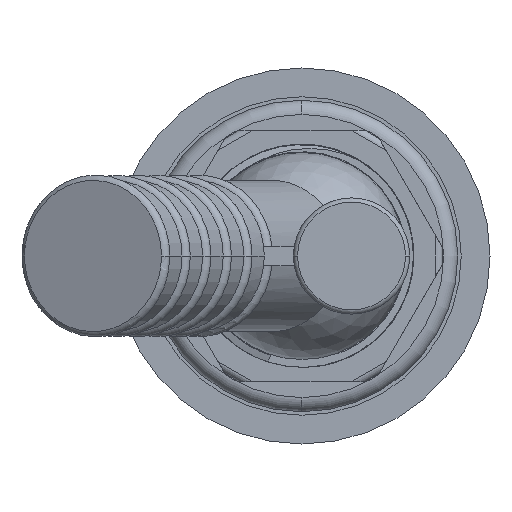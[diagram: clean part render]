
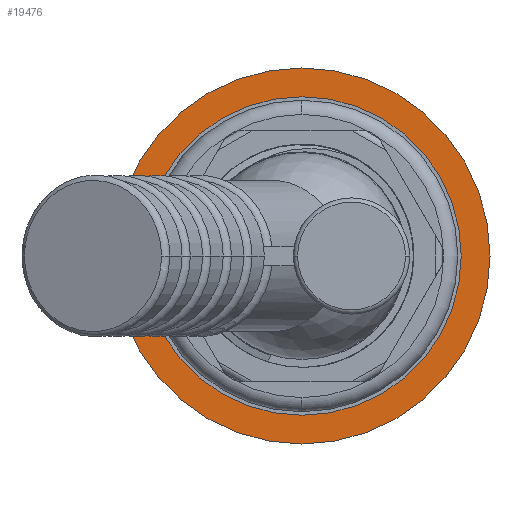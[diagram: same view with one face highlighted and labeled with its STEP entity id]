
A CAD part, front view. The second image highlights one B-rep face of the part: STEP entity #19476.
In plain terms, the highlighted planar face has unit normal (0, -1, 0).
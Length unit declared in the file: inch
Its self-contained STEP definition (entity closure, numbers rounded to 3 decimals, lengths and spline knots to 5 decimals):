
#6742=CARTESIAN_POINT('',(0.06564,0.,0.58513));
#6743=CARTESIAN_POINT('',(0.08473,0.,0.58437));
#6744=CARTESIAN_POINT('',(0.12273,0.,0.581));
#6745=CARTESIAN_POINT('',(0.17951,0.,0.57035));
#6746=CARTESIAN_POINT('',(0.23502,0.,0.55424));
#6747=CARTESIAN_POINT('',(0.2892,0.,0.53265));
#6748=CARTESIAN_POINT('',(0.3412,0.,0.50585));
#6749=CARTESIAN_POINT('',(0.39061,0.,0.47403));
#6750=CARTESIAN_POINT('',(0.43708,0.,0.43734));
#6751=CARTESIAN_POINT('',(0.47994,0.,0.39621));
#6752=CARTESIAN_POINT('',(0.51883,0.,0.35098));
#6753=CARTESIAN_POINT('',(0.54188,0.,0.31834));
#6754=CARTESIAN_POINT('',(0.55268,0.,0.30136));
#6831=CARTESIAN_POINT('',(0.,0.,0.));
#6832=DIRECTION('',(0.,-1.,0.));
#6833=DIRECTION('',(1.,0.,0.));
#6834=AXIS2_PLACEMENT_3D('',#6831,#6832,#6833);
#6948=CARTESIAN_POINT('',(0.,0.,0.));
#6949=DIRECTION('',(0.,1.,0.));
#6950=DIRECTION('',(1.,0.,0.));
#6951=AXIS2_PLACEMENT_3D('',#6948,#6949,#6950);
#8684=CARTESIAN_POINT('',(0.,0.,0.));
#8685=DIRECTION('',(0.,1.,0.));
#8686=DIRECTION('',(0.878,0.,0.479));
#8687=AXIS2_PLACEMENT_3D('',#8684,#8685,#8686);
#8788=CARTESIAN_POINT('',(0.07734,0.,-0.62473));
#8789=CARTESIAN_POINT('',(0.05713,0.,-0.62586));
#8790=CARTESIAN_POINT('',(0.01701,0.,-0.62615));
#8791=CARTESIAN_POINT('',(-0.04236,0.,-0.62089));
#8792=CARTESIAN_POINT('',(-0.10064,0.,-0.61005));
#8793=CARTESIAN_POINT('',(-0.15752,0.,-0.59369));
#8794=CARTESIAN_POINT('',(-0.21212,0.,-0.57211));
#8795=CARTESIAN_POINT('',(-0.26418,0.,-0.54549));
#8796=CARTESIAN_POINT('',(-0.31327,0.,-0.51408));
#8797=CARTESIAN_POINT('',(-0.35874,0.,-0.47835));
#8798=CARTESIAN_POINT('',(-0.40043,0.,-0.43851));
#8799=CARTESIAN_POINT('',(-0.42537,0.,-0.40955));
#8800=CARTESIAN_POINT('',(-0.43714,0.,-0.39445));
#8805=CARTESIAN_POINT('',(-0.43714,0.,-0.39445));
#8806=CARTESIAN_POINT('',(-0.45102,0.,-0.37907));
#8807=CARTESIAN_POINT('',(-0.47697,0.,-0.34707));
#8808=CARTESIAN_POINT('',(-0.51072,0.,-0.29518));
#8809=CARTESIAN_POINT('',(-0.5389,0.,-0.2399));
#8810=CARTESIAN_POINT('',(-0.56107,0.,-0.1821));
#8811=CARTESIAN_POINT('',(-0.57707,0.,-0.1223));
#8812=CARTESIAN_POINT('',(-0.58672,0.,-0.061));
#8813=CARTESIAN_POINT('',(-0.58988,0.,0.00072));
#8814=CARTESIAN_POINT('',(-0.58655,0.,0.0627));
#8815=CARTESIAN_POINT('',(-0.57673,0.,0.12384));
#8816=CARTESIAN_POINT('',(-0.5606,0.,0.18357));
#8817=CARTESIAN_POINT('',(-0.53818,0.,0.2415));
#8818=CARTESIAN_POINT('',(-0.50999,0.,0.29643));
#8819=CARTESIAN_POINT('',(-0.476,0.,0.34841));
#8820=CARTESIAN_POINT('',(-0.43685,0.,0.39638));
#8821=CARTESIAN_POINT('',(-0.39294,0.,0.43996));
#8822=CARTESIAN_POINT('',(-0.34448,0.,0.47885));
#8823=CARTESIAN_POINT('',(-0.29255,0.,0.51222));
#8824=CARTESIAN_POINT('',(-0.23707,0.,0.54016));
#8825=CARTESIAN_POINT('',(-0.17916,0.,0.56201));
#8826=CARTESIAN_POINT('',(-0.11929,0.,0.5777));
#8827=CARTESIAN_POINT('',(-0.05789,0.,0.58704));
#8828=CARTESIAN_POINT('',(0.00385,0.,0.58986));
#8829=CARTESIAN_POINT('',(0.04503,0.,0.58744));
#8830=CARTESIAN_POINT('',(0.06564,0.,0.58513));
#12904=CARTESIAN_POINT('',(1.0625,0.,0.));
#12905=CARTESIAN_POINT('',(-1.0625,0.,0.));
#12906=VERTEX_POINT('',#12904);
#12907=VERTEX_POINT('',#12905);
#12930=VERTEX_POINT('',#8788);
#12931=VERTEX_POINT('',#8800);
#12932=VERTEX_POINT('',#8830);
#12933=VERTEX_POINT('',#6754);
#19456=CARTESIAN_POINT('',(0.,0.,0.));
#19457=DIRECTION('',(0.,-1.,0.));
#19458=DIRECTION('',(-1.,0.,0.));
#19459=AXIS2_PLACEMENT_3D('',#19456,#19457,#19458);
#19460=PLANE('',#19459);
#19462=ORIENTED_EDGE('',*,*,#19461,.F.);
#19464=ORIENTED_EDGE('',*,*,#19463,.T.);
#19465=EDGE_LOOP('',(#19462,#19464));
#19466=FACE_OUTER_BOUND('',#19465,.F.);
#19468=ORIENTED_EDGE('',*,*,#19467,.F.);
#19469=ORIENTED_EDGE('',*,*,#19443,.F.);
#19471=ORIENTED_EDGE('',*,*,#19470,.F.);
#19473=ORIENTED_EDGE('',*,*,#19472,.F.);
#19474=EDGE_LOOP('',(#19468,#19469,#19471,#19473));
#19475=FACE_BOUND('',#19474,.F.);
#6755=B_SPLINE_CURVE_WITH_KNOTS('',3,(#6742,#6743,#6744,#6745,#6746,#6747,#6748,
#6749,#6750,#6751,#6752,#6753,#6754),.UNSPECIFIED.,.F.,.F.,(4,1,1,1,1,1,1,1,1,1,
4),(0.,0.1,0.2,0.3,0.4,0.5,0.6,0.7,0.8,0.9,1.),
.UNSPECIFIED.);
#6835=CIRCLE('',#6834,1.0625);
#6952=CIRCLE('',#6951,1.0625);
#8688=CIRCLE('',#8687,0.6295);
#8801=B_SPLINE_CURVE_WITH_KNOTS('',3,(#8788,#8789,#8790,#8791,#8792,#8793,#8794,
#8795,#8796,#8797,#8798,#8799,#8800),.UNSPECIFIED.,.F.,.F.,(4,1,1,1,1,1,1,1,1,1,
4),(0.,0.1,0.2,0.3,0.4,0.5,0.6,0.7,0.8,0.9,1.),
.UNSPECIFIED.);
#8831=B_SPLINE_CURVE_WITH_KNOTS('',3,(#8805,#8806,#8807,#8808,#8809,#8810,#8811,
#8812,#8813,#8814,#8815,#8816,#8817,#8818,#8819,#8820,#8821,#8822,#8823,#8824,
#8825,#8826,#8827,#8828,#8829,#8830),.UNSPECIFIED.,.F.,.F.,(4,1,1,1,1,1,1,1,1,1,
1,1,1,1,1,1,1,1,1,1,1,1,1,4),(0.,0.04348,0.08696,
0.13043,0.17391,0.21739,0.26087,
0.30435,0.34783,0.3913,0.43478,
0.47826,0.52174,0.56522,0.6087,
0.65217,0.69565,0.73913,0.78261,
0.82609,0.86957,0.91304,0.95652,1.),
.UNSPECIFIED.);
#19443=EDGE_CURVE('',#12932,#12933,#6755,.T.);
#19461=EDGE_CURVE('',#12906,#12907,#6835,.T.);
#19463=EDGE_CURVE('',#12906,#12907,#6952,.T.);
#19467=EDGE_CURVE('',#12933,#12930,#8688,.T.);
#19470=EDGE_CURVE('',#12931,#12932,#8831,.T.);
#19472=EDGE_CURVE('',#12930,#12931,#8801,.T.);
#19476=ADVANCED_FACE('',(#19466,#19475),#19460,.T.);
